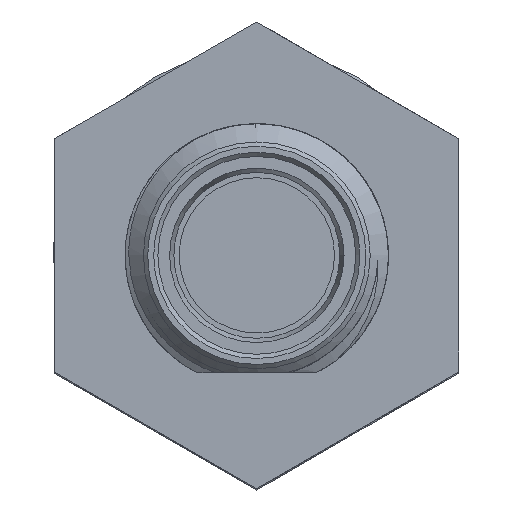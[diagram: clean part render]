
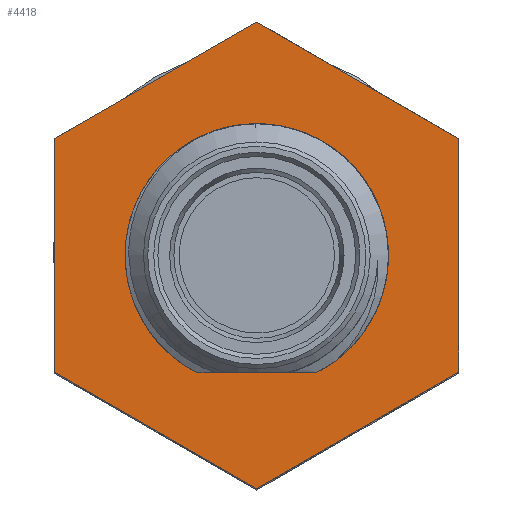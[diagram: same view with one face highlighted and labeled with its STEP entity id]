
A CAD part, left-side view. The second image highlights one B-rep face of the part: STEP entity #4418.
In plain terms, the highlighted planar face has unit normal (-1, 0, 0).
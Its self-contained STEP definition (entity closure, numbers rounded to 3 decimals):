
#776=LINE('',#30245,#999);
#777=LINE('',#30247,#1000);
#778=LINE('',#30249,#1001);
#779=LINE('',#30251,#1002);
#780=LINE('',#30253,#1003);
#781=LINE('',#30254,#1004);
#999=VECTOR('',#5315,5.485);
#1000=VECTOR('',#5316,5.485);
#1001=VECTOR('',#5317,5.485);
#1002=VECTOR('',#5318,5.485);
#1003=VECTOR('',#5319,5.485);
#1004=VECTOR('',#5320,5.485);
#1097=FACE_BOUND('',#1562,.T.);
#1293=FACE_OUTER_BOUND('',#1561,.T.);
#1561=EDGE_LOOP('',(#3945,#3946,#3947,#3948,#3949,#3950));
#1562=EDGE_LOOP('',(#3951));
#1695=CIRCLE('',#4715,2.665);
#2126=VERTEX_POINT('',#30239);
#2127=VERTEX_POINT('',#30243);
#2128=VERTEX_POINT('',#30244);
#2129=VERTEX_POINT('',#30246);
#2130=VERTEX_POINT('',#30248);
#2131=VERTEX_POINT('',#30250);
#2132=VERTEX_POINT('',#30252);
#2760=EDGE_CURVE('',#2126,#2126,#1695,.T.);
#2761=EDGE_CURVE('',#2127,#2128,#776,.T.);
#2762=EDGE_CURVE('',#2129,#2127,#777,.T.);
#2763=EDGE_CURVE('',#2130,#2129,#778,.T.);
#2764=EDGE_CURVE('',#2131,#2130,#779,.T.);
#2765=EDGE_CURVE('',#2132,#2131,#780,.T.);
#2766=EDGE_CURVE('',#2128,#2132,#781,.T.);
#3945=ORIENTED_EDGE('',*,*,#2761,.F.);
#3946=ORIENTED_EDGE('',*,*,#2762,.F.);
#3947=ORIENTED_EDGE('',*,*,#2763,.F.);
#3948=ORIENTED_EDGE('',*,*,#2764,.F.);
#3949=ORIENTED_EDGE('',*,*,#2765,.F.);
#3950=ORIENTED_EDGE('',*,*,#2766,.F.);
#3951=ORIENTED_EDGE('',*,*,#2760,.F.);
#4216=PLANE('',#4716);
#4418=ADVANCED_FACE('',(#1293,#1097),#4216,.T.);
#4715=AXIS2_PLACEMENT_3D('',#30241,#5311,#5312);
#4716=AXIS2_PLACEMENT_3D('',#30242,#5313,#5314);
#5311=DIRECTION('center_axis',(-1.,0.,0.));
#5312=DIRECTION('ref_axis',(0.,1.,0.));
#5313=DIRECTION('center_axis',(-1.,0.,0.));
#5314=DIRECTION('ref_axis',(0.,-1.,0.));
#5315=DIRECTION('',(0.,0.,1.));
#5316=DIRECTION('',(0.,0.866,0.5));
#5317=DIRECTION('',(0.,0.866,-0.5));
#5318=DIRECTION('',(0.,0.,-1.));
#5319=DIRECTION('',(0.,-0.866,-0.5));
#5320=DIRECTION('',(0.,-0.866,0.5));
#30239=CARTESIAN_POINT('',(-3.,2.665,0.03));
#30241=CARTESIAN_POINT('Origin',(-3.,0.,0.03));
#30242=CARTESIAN_POINT('Origin',(-3.,0.,0.03));
#30243=CARTESIAN_POINT('',(-3.,4.75,-2.712));
#30244=CARTESIAN_POINT('',(-3.,4.75,2.773));
#30245=CARTESIAN_POINT('',(-3.,4.75,-2.712));
#30246=CARTESIAN_POINT('',(-3.,0.,-5.454));
#30247=CARTESIAN_POINT('',(-3.,0.,-5.454));
#30248=CARTESIAN_POINT('',(-3.,-4.75,-2.712));
#30249=CARTESIAN_POINT('',(-3.,-4.75,-2.712));
#30250=CARTESIAN_POINT('',(-3.,-4.75,2.773));
#30251=CARTESIAN_POINT('',(-3.,-4.75,2.773));
#30252=CARTESIAN_POINT('',(-3.,0.,5.515));
#30253=CARTESIAN_POINT('',(-3.,0.,5.515));
#30254=CARTESIAN_POINT('',(-3.,4.75,2.773));
